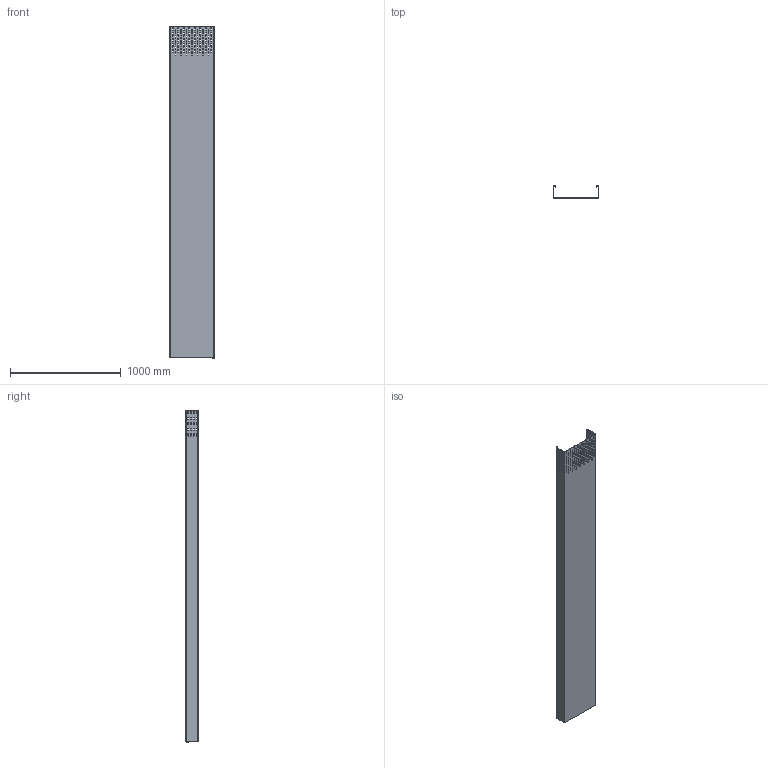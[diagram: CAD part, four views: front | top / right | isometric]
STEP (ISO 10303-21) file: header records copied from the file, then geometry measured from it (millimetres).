
FILE_DESCRIPTION (( 'STEP AP214' ), '1' );
FILE_NAME ('6060676.STEP', '2025-08-19T11:32:12', ( '' ), ( '' ), 'SwSTEP 2.0', 'SolidWorks 2024', '' );
FILE_SCHEMA (( 'AUTOMOTIVE_DESIGN' ));
Length unit declared in the file: millimetre
Products named in the file (1): 6060676
Bounding box: 400 x 110 x 3000 mm (x, y, z)
Volume: 1913331.4 mm3; surface area: 3846421.9 mm2
Topology: 1 solids, 1 shells, 575 faces, 1695 edges, 1122 vertices
Faces by surface type: cylinder 315, plane 260
Entity records: 19830 total; most frequent: DIRECTION 3477, CARTESIAN_POINT 3393, ORIENTED_EDGE 3390, EDGE_CURVE 1695, AXIS2_PLACEMENT_3D 1206, VERTEX_POINT 1122, LINE 1065, VECTOR 1065
